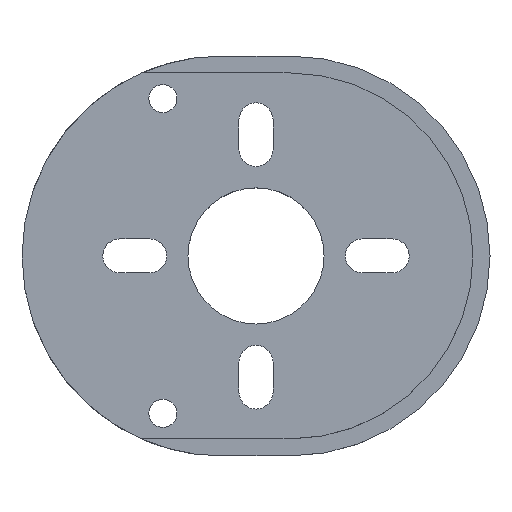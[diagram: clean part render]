
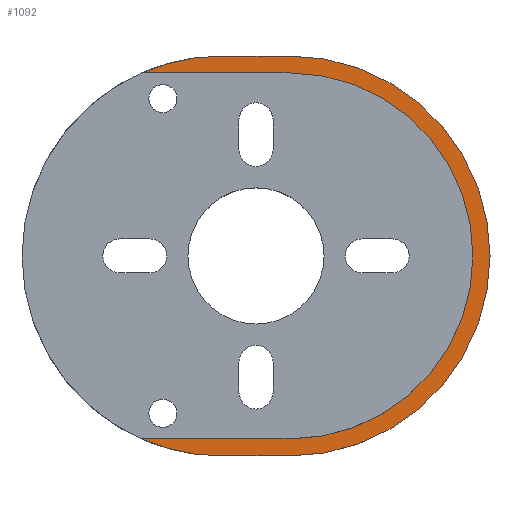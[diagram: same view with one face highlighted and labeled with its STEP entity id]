
A CAD part, top view. The second image highlights one B-rep face of the part: STEP entity #1092.
In plain terms, the highlighted planar face has unit normal (0, 0, 1).
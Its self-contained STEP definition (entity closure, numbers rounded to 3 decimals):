
#24 = AXIS2_PLACEMENT_3D ( 'NONE', #851, #1780, #1104 ) ;
#52 = VERTEX_POINT ( 'NONE', #1700 ) ;
#75 = DIRECTION ( 'NONE',  ( -1., 0., 0. ) ) ;
#103 = DIRECTION ( 'NONE',  ( 0., 0., -1. ) ) ;
#104 = ORIENTED_EDGE ( 'NONE', *, *, #525, .T. ) ;
#131 = ORIENTED_EDGE ( 'NONE', *, *, #546, .T. ) ;
#237 = EDGE_CURVE ( 'NONE', #334, #1510, #300, .T. ) ;
#273 = AXIS2_PLACEMENT_3D ( 'NONE', #1921, #1134, #1455 ) ;
#298 = ORIENTED_EDGE ( 'NONE', *, *, #511, .F. ) ;
#300 = LINE ( 'NONE', #1865, #1108 ) ;
#334 = VERTEX_POINT ( 'NONE', #682 ) ;
#335 = DIRECTION ( 'NONE',  ( -1., 0., 0. ) ) ;
#416 = EDGE_CURVE ( 'NONE', #1194, #1510, #1007, .T. ) ;
#423 = AXIS2_PLACEMENT_3D ( 'NONE', #1000, #649, #335 ) ;
#511 = EDGE_CURVE ( 'NONE', #1592, #1124, #976, .T. ) ;
#525 = EDGE_CURVE ( 'NONE', #866, #334, #972, .T. ) ;
#530 = EDGE_CURVE ( 'NONE', #1124, #676, #949, .T. ) ;
#532 = EDGE_CURVE ( 'NONE', #676, #1194, #1051, .T. ) ;
#537 = EDGE_CURVE ( 'NONE', #52, #1592, #1081, .T. ) ;
#542 = CARTESIAN_POINT ( 'NONE',  ( -8., 0., 1.5 ) ) ;
#546 = EDGE_CURVE ( 'NONE', #52, #866, #1083, .T. ) ;
#554 = ORIENTED_EDGE ( 'NONE', *, *, #537, .F. ) ;
#593 = DIRECTION ( 'NONE',  ( -1., 0., 0. ) ) ;
#614 = AXIS2_PLACEMENT_3D ( 'NONE', #1579, #103, #75 ) ;
#649 = DIRECTION ( 'NONE',  ( 0., 0., -1. ) ) ;
#676 = VERTEX_POINT ( 'NONE', #1243 ) ;
#682 = CARTESIAN_POINT ( 'NONE',  ( 0., -21.5, 1.5 ) ) ;
#715 = ORIENTED_EDGE ( 'NONE', *, *, #532, .F. ) ;
#721 = ORIENTED_EDGE ( 'NONE', *, *, #237, .T. ) ;
#851 = CARTESIAN_POINT ( 'NONE',  ( -8., 0., 1.5 ) ) ;
#866 = VERTEX_POINT ( 'NONE', #916 ) ;
#914 = CARTESIAN_POINT ( 'NONE',  ( 0., 21.5, 1.5 ) ) ;
#916 = CARTESIAN_POINT ( 'NONE',  ( 0., 21.5, 1.5 ) ) ;
#949 = CIRCLE ( 'NONE', #423, 23.5 ) ;
#954 = VECTOR ( 'NONE', #1743, 1000. ) ;
#972 = CIRCLE ( 'NONE', #614, 21.5 ) ;
#976 = LINE ( 'NONE', #1705, #954 ) ;
#1000 = CARTESIAN_POINT ( 'NONE',  ( 0., 0., 1.5 ) ) ;
#1007 = CIRCLE ( 'NONE', #24, 23.5 ) ;
#1021 = CARTESIAN_POINT ( 'NONE',  ( -8., -23.5, 1.5 ) ) ;
#1034 = FACE_OUTER_BOUND ( 'NONE', #1926, .T. ) ;
#1042 = PLANE ( 'NONE',  #273 ) ;
#1051 = LINE ( 'NONE', #1933, #1058 ) ;
#1058 = VECTOR ( 'NONE', #1583, 1000. ) ;
#1081 = CIRCLE ( 'NONE', #1486, 23.5 ) ;
#1083 = LINE ( 'NONE', #914, #1093 ) ;
#1092 = ADVANCED_FACE ( 'NONE', ( #1034 ), #1042, .F. ) ;
#1093 = VECTOR ( 'NONE', #1942, 1000. ) ;
#1104 = DIRECTION ( 'NONE',  ( -1., 0., 0. ) ) ;
#1108 = VECTOR ( 'NONE', #593, 1000. ) ;
#1124 = VERTEX_POINT ( 'NONE', #1276 ) ;
#1134 = DIRECTION ( 'NONE',  ( 0., 0., -1. ) ) ;
#1194 = VERTEX_POINT ( 'NONE', #1021 ) ;
#1243 = CARTESIAN_POINT ( 'NONE',  ( 0., -23.5, 1.5 ) ) ;
#1276 = CARTESIAN_POINT ( 'NONE',  ( 0., 23.5, 1.5 ) ) ;
#1414 = DIRECTION ( 'NONE',  ( -1., 0., 0. ) ) ;
#1455 = DIRECTION ( 'NONE',  ( -1., 0., 0. ) ) ;
#1486 = AXIS2_PLACEMENT_3D ( 'NONE', #542, #1880, #1414 ) ;
#1510 = VERTEX_POINT ( 'NONE', #1651 ) ;
#1560 = CARTESIAN_POINT ( 'NONE',  ( -8., 23.5, 1.5 ) ) ;
#1579 = CARTESIAN_POINT ( 'NONE',  ( 0., 0., 1.5 ) ) ;
#1583 = DIRECTION ( 'NONE',  ( -1., 0., 0. ) ) ;
#1592 = VERTEX_POINT ( 'NONE', #1560 ) ;
#1609 = ORIENTED_EDGE ( 'NONE', *, *, #530, .F. ) ;
#1651 = CARTESIAN_POINT ( 'NONE',  ( -17.487, -21.5, 1.5 ) ) ;
#1700 = CARTESIAN_POINT ( 'NONE',  ( -17.487, 21.5, 1.5 ) ) ;
#1704 = ORIENTED_EDGE ( 'NONE', *, *, #416, .F. ) ;
#1705 = CARTESIAN_POINT ( 'NONE',  ( -8., 23.5, 1.5 ) ) ;
#1743 = DIRECTION ( 'NONE',  ( 1., 0., 0. ) ) ;
#1780 = DIRECTION ( 'NONE',  ( 0., 0., -1. ) ) ;
#1865 = CARTESIAN_POINT ( 'NONE',  ( 0., -21.5, 1.5 ) ) ;
#1880 = DIRECTION ( 'NONE',  ( 0., 0., -1. ) ) ;
#1921 = CARTESIAN_POINT ( 'NONE',  ( -8., 0., 1.5 ) ) ;
#1926 = EDGE_LOOP ( 'NONE', ( #554, #131, #104, #721, #1704, #715, #1609, #298 ) ) ;
#1933 = CARTESIAN_POINT ( 'NONE',  ( 0., -23.5, 1.5 ) ) ;
#1942 = DIRECTION ( 'NONE',  ( 1., 0., 0. ) ) ;
